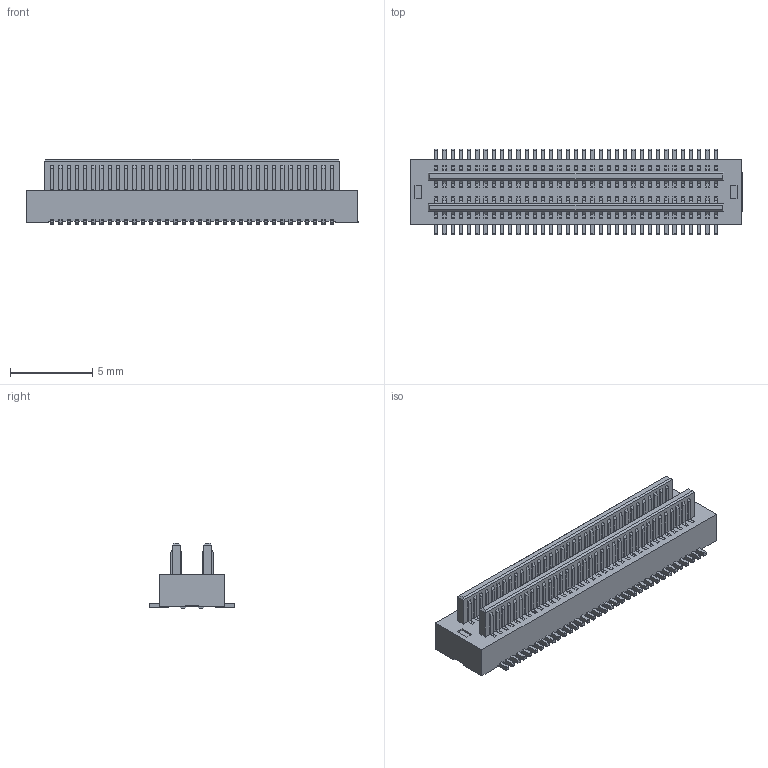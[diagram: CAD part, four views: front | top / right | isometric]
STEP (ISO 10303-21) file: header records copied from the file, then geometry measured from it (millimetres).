
FILE_DESCRIPTION (( 'STEP AP214' ), '1' );
FILE_NAME ('FBB05003-M70S1003K6MH20-REF.STEP', '2025-04-18T02:43:00', ( '' ), ( '' ), 'SwSTEP 2.0', 'SolidWorks 2021', '' );
FILE_SCHEMA (( 'AUTOMOTIVE_DESIGN' ));
Length unit declared in the file: millimetre
Products named in the file (1): FBB05003-M70S1003K6MH20-REF
Bounding box: 20.2 x 5.2 x 3.96 mm (x, y, z)
Volume: 190.5 mm3; surface area: 546.7 mm2
Topology: 1 solids, 1 shells, 2846 faces, 7812 edges, 4972 vertices
Faces by surface type: plane 2566, cylinder 280
Entity records: 88426 total; most frequent: CARTESIAN_POINT 16051, ORIENTED_EDGE 15624, DIRECTION 14206, EDGE_CURVE 7812, LINE 6832, VECTOR 6832, VERTEX_POINT 4972, AXIS2_PLACEMENT_3D 3687
